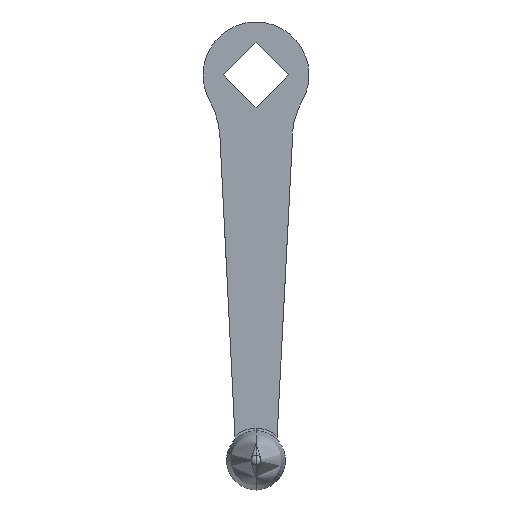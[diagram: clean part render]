
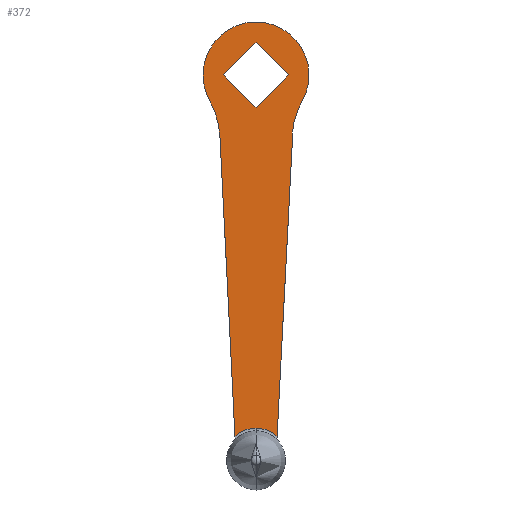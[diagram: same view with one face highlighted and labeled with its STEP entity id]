
A CAD part, front view. The second image highlights one B-rep face of the part: STEP entity #372.
In plain terms, the highlighted planar face has unit normal (0, -1, 0).
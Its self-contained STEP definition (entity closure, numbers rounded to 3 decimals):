
#190=VERTEX_POINT('',#528);
#198=VERTEX_POINT('',#536);
#212=VERTEX_POINT('',#552);
#214=VERTEX_POINT('',#554);
#248=VERTEX_POINT('',#591);
#258=EDGE_CURVE('',#190,#214,#603,.T.);
#270=EDGE_CURVE('',#248,#214,#617,.T.);
#278=VERTEX_POINT('',#625);
#280=EDGE_CURVE('',#316,#300,#627,.T.);
#286=EDGE_CURVE('',#316,#190,#635,.T.);
#300=VERTEX_POINT('',#652);
#316=VERTEX_POINT('',#672);
#322=EDGE_CURVE('',#212,#278,#678,.T.);
#372=ADVANCED_FACE('',(#734,#735),#736,.F.);
#382=EDGE_CURVE('',#278,#248,#747,.T.);
#430=EDGE_CURVE('',#484,#450,#798,.T.);
#436=EDGE_CURVE('',#198,#212,#805,.T.);
#446=EDGE_CURVE('',#450,#470,#815,.T.);
#450=VERTEX_POINT('',#819);
#460=EDGE_CURVE('',#470,#492,#829,.T.);
#470=VERTEX_POINT('',#842);
#474=EDGE_CURVE('',#492,#484,#846,.T.);
#484=VERTEX_POINT('',#857);
#492=VERTEX_POINT('',#866);
#502=EDGE_CURVE('',#300,#198,#876,.T.);
#528=CARTESIAN_POINT('',(0.,-38.0,-146.667));
#536=CARTESIAN_POINT('',(-19.223,-38.0,-10.7));
#552=CARTESIAN_POINT('',(-19.223,-38.0,10.7));
#554=CARTESIAN_POINT('',(8.749,-38.0,-149.938));
#591=CARTESIAN_POINT('',(15.0,-38.0,-29.407));
#603=CIRCLE('',#994,13.333);
#617=LINE('',#1013,#1014);
#625=CARTESIAN_POINT('',(19.223,-38.0,-10.7));
#627=LINE('',#1030,#1031);
#635=CIRCLE('',#1040,13.333);
#652=CARTESIAN_POINT('',(-15.,-38.0,-25.065));
#672=CARTESIAN_POINT('',(-8.741,-38.0,-149.931));
#678=CIRCLE('',#1092,22.0);
#734=FACE_OUTER_BOUND('',#1165,.T.);
#735=FACE_BOUND('',#1166,.T.);
#736=PLANE('',#1167);
#747=CIRCLE('',#1181,34.);
#798=LINE('',#1280,#1281);
#805=CIRCLE('',#1290,22.0);
#815=LINE('',#1304,#1305);
#819=CARTESIAN_POINT('',(13.435,-38.0,0.));
#829=LINE('',#1323,#1324);
#842=CARTESIAN_POINT('',(0.,-38.0,13.435));
#846=LINE('',#1344,#1345);
#857=CARTESIAN_POINT('',(0.,-38.0,-13.435));
#866=CARTESIAN_POINT('',(-13.435,-38.0,0.));
#876=CIRCLE('',#1381,34.);
#994=AXIS2_PLACEMENT_3D('',#1477,#1478,#1479);
#1013=CARTESIAN_POINT('',(14.542,-38.0,-38.236));
#1014=VECTOR('',#1501,1.0);
#1030=CARTESIAN_POINT('',(-11.199,-38.0,-100.881));
#1031=VECTOR('',#1507,1.0);
#1040=AXIS2_PLACEMENT_3D('',#1528,#1529,#1530);
#1092=AXIS2_PLACEMENT_3D('',#1587,#1588,#1589);
#1165=EDGE_LOOP('',(#1665,#1666,#1667,#1668,#1669,#1670,#1671,#1672));
#1166=EDGE_LOOP('',(#1673,#1674,#1675,#1676));
#1167=AXIS2_PLACEMENT_3D('',#1677,#1678,#1679);
#1181=AXIS2_PLACEMENT_3D('',#1694,#1695,#1696);
#1280=CARTESIAN_POINT('',(-1.507,-38.0,-14.942));
#1281=VECTOR('',#1749,1.0);
#1290=AXIS2_PLACEMENT_3D('',#1761,#1762,#1763);
#1304=CARTESIAN_POINT('',(14.942,-38.0,-1.507));
#1305=VECTOR('',#1773,1.0);
#1323=CARTESIAN_POINT('',(-21.66,-38.0,-8.225));
#1324=VECTOR('',#1778,1.0);
#1344=CARTESIAN_POINT('',(8.225,-38.0,-21.66));
#1345=VECTOR('',#1803,1.0);
#1381=AXIS2_PLACEMENT_3D('',#1830,#1831,#1832);
#1477=CARTESIAN_POINT('',(0.,-38.0,-160.0));
#1478=DIRECTION('',(-0.0,1.0,0.0));
#1479=DIRECTION('',(0.,0.0,1.0));
#1501=DIRECTION('',(-0.052,0.0,-0.999));
#1507=DIRECTION('',(-0.05,0.0,0.999));
#1528=CARTESIAN_POINT('',(0.,-38.0,-160.0));
#1529=DIRECTION('',(-0.0,1.0,0.0));
#1530=DIRECTION('',(0.,0.0,1.0));
#1587=CARTESIAN_POINT('',(0.0,-38.0,0.));
#1588=DIRECTION('',(0.0,1.0,0.0));
#1589=DIRECTION('',(0.874,0.0,-0.486));
#1665=ORIENTED_EDGE('',*,*,#280,.F.);
#1666=ORIENTED_EDGE('',*,*,#286,.T.);
#1667=ORIENTED_EDGE('',*,*,#258,.T.);
#1668=ORIENTED_EDGE('',*,*,#270,.F.);
#1669=ORIENTED_EDGE('',*,*,#382,.F.);
#1670=ORIENTED_EDGE('',*,*,#322,.F.);
#1671=ORIENTED_EDGE('',*,*,#436,.F.);
#1672=ORIENTED_EDGE('',*,*,#502,.F.);
#1673=ORIENTED_EDGE('',*,*,#474,.F.);
#1674=ORIENTED_EDGE('',*,*,#460,.F.);
#1675=ORIENTED_EDGE('',*,*,#446,.F.);
#1676=ORIENTED_EDGE('',*,*,#430,.F.);
#1677=CARTESIAN_POINT('',(0.,-38.0,-46.333));
#1678=DIRECTION('',(-0.0,1.0,0.0));
#1679=DIRECTION('',(0.,0.0,1.0));
#1694=CARTESIAN_POINT('',(48.931,-38.0,-27.236));
#1695=DIRECTION('',(0.0,-1.0,-0.0));
#1696=DIRECTION('',(-0.998,0.0,-0.064));
#1749=DIRECTION('',(0.707,0.0,0.707));
#1761=CARTESIAN_POINT('',(0.0,-38.0,0.));
#1762=DIRECTION('',(0.0,1.0,0.0));
#1763=DIRECTION('',(0.874,0.0,-0.486));
#1773=DIRECTION('',(-0.707,0.0,0.707));
#1778=DIRECTION('',(-0.707,0.0,-0.707));
#1803=DIRECTION('',(0.707,0.0,-0.707));
#1830=CARTESIAN_POINT('',(-48.931,-38.0,-27.236));
#1831=DIRECTION('',(0.0,-1.0,0.0));
#1832=DIRECTION('',(0.874,0.0,0.486));
